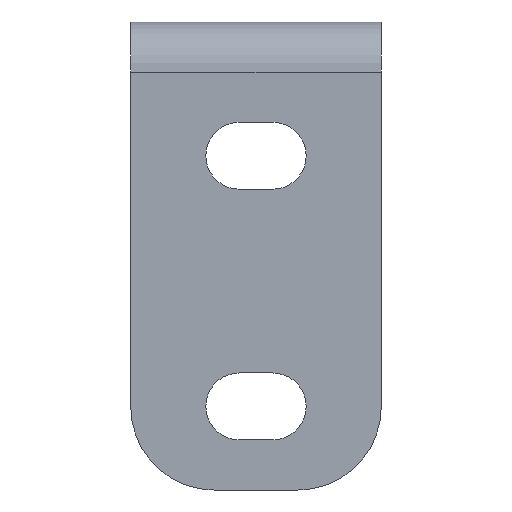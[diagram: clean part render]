
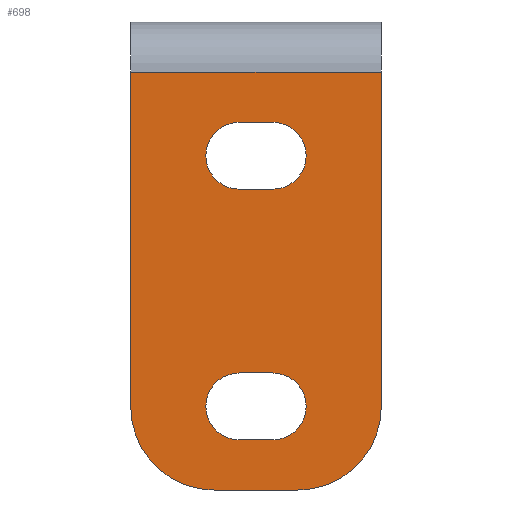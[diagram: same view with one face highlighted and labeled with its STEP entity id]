
A CAD part, front view. The second image highlights one B-rep face of the part: STEP entity #698.
In plain terms, the highlighted planar face has unit normal (0, -1, 0).
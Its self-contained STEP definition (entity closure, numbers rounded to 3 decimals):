
#20=FACE_BOUND('',#108,.T.);
#21=FACE_BOUND('',#109,.T.);
#34=PLANE('',#772);
#64=FACE_OUTER_BOUND('',#107,.T.);
#107=EDGE_LOOP('',(#557,#558,#559,#560,#561,#562));
#108=EDGE_LOOP('',(#563,#564,#565,#566));
#109=EDGE_LOOP('',(#567,#568,#569,#570));
#152=LINE('',#1079,#220);
#163=LINE('',#1113,#231);
#166=LINE('',#1119,#234);
#170=LINE('',#1133,#238);
#172=LINE('',#1139,#240);
#173=LINE('',#1142,#241);
#175=LINE('',#1146,#243);
#176=LINE('',#1147,#244);
#220=VECTOR('',#860,10.);
#231=VECTOR('',#889,10.);
#234=VECTOR('',#894,10.);
#238=VECTOR('',#912,10.);
#240=VECTOR('',#920,10.);
#241=VECTOR('',#923,10.);
#243=VECTOR('',#927,10.);
#244=VECTOR('',#928,10.);
#280=CIRCLE('',#749,5.);
#286=CIRCLE('',#758,5.);
#287=CIRCLE('',#762,2.);
#288=CIRCLE('',#764,2.);
#289=CIRCLE('',#766,2.);
#290=CIRCLE('',#769,2.);
#325=VERTEX_POINT('',#1069);
#326=VERTEX_POINT('',#1071);
#328=VERTEX_POINT('',#1077);
#340=VERTEX_POINT('',#1105);
#341=VERTEX_POINT('',#1109);
#342=VERTEX_POINT('',#1111);
#343=VERTEX_POINT('',#1115);
#344=VERTEX_POINT('',#1117);
#345=VERTEX_POINT('',#1121);
#346=VERTEX_POINT('',#1125);
#347=VERTEX_POINT('',#1129);
#348=VERTEX_POINT('',#1135);
#349=VERTEX_POINT('',#1141);
#350=VERTEX_POINT('',#1145);
#392=EDGE_CURVE('',#325,#326,#280,.T.);
#396=EDGE_CURVE('',#325,#328,#152,.T.);
#410=EDGE_CURVE('',#340,#328,#286,.T.);
#413=EDGE_CURVE('',#341,#342,#163,.T.);
#416=EDGE_CURVE('',#343,#344,#166,.T.);
#417=EDGE_CURVE('',#343,#345,#287,.T.);
#419=EDGE_CURVE('',#341,#346,#288,.T.);
#422=EDGE_CURVE('',#347,#344,#289,.T.);
#423=EDGE_CURVE('',#347,#345,#170,.T.);
#425=EDGE_CURVE('',#348,#342,#290,.T.);
#426=EDGE_CURVE('',#348,#346,#172,.T.);
#427=EDGE_CURVE('',#326,#349,#173,.T.);
#429=EDGE_CURVE('',#350,#340,#175,.T.);
#430=EDGE_CURVE('',#350,#349,#176,.T.);
#557=ORIENTED_EDGE('',*,*,#392,.F.);
#558=ORIENTED_EDGE('',*,*,#396,.T.);
#559=ORIENTED_EDGE('',*,*,#410,.F.);
#560=ORIENTED_EDGE('',*,*,#429,.F.);
#561=ORIENTED_EDGE('',*,*,#430,.T.);
#562=ORIENTED_EDGE('',*,*,#427,.F.);
#563=ORIENTED_EDGE('',*,*,#426,.T.);
#564=ORIENTED_EDGE('',*,*,#419,.F.);
#565=ORIENTED_EDGE('',*,*,#413,.T.);
#566=ORIENTED_EDGE('',*,*,#425,.F.);
#567=ORIENTED_EDGE('',*,*,#423,.T.);
#568=ORIENTED_EDGE('',*,*,#417,.F.);
#569=ORIENTED_EDGE('',*,*,#416,.T.);
#570=ORIENTED_EDGE('',*,*,#422,.F.);
#698=ADVANCED_FACE('',(#64,#20,#21),#34,.F.);
#749=AXIS2_PLACEMENT_3D('',#1072,#853,#854);
#758=AXIS2_PLACEMENT_3D('',#1107,#883,#884);
#762=AXIS2_PLACEMENT_3D('',#1122,#897,#898);
#764=AXIS2_PLACEMENT_3D('',#1126,#902,#903);
#766=AXIS2_PLACEMENT_3D('',#1131,#908,#909);
#769=AXIS2_PLACEMENT_3D('',#1137,#916,#917);
#772=AXIS2_PLACEMENT_3D('',#1144,#925,#926);
#853=DIRECTION('center_axis',(0.,1.,0.));
#854=DIRECTION('ref_axis',(-0.707,0.,-0.707));
#860=DIRECTION('',(1.,0.,0.));
#883=DIRECTION('center_axis',(0.,1.,0.));
#884=DIRECTION('ref_axis',(0.707,0.,-0.707));
#889=DIRECTION('',(-1.,0.,0.));
#894=DIRECTION('',(-1.,0.,0.));
#897=DIRECTION('center_axis',(0.,-1.,0.));
#898=DIRECTION('ref_axis',(0.707,0.,-0.707));
#902=DIRECTION('center_axis',(0.,-1.,0.));
#903=DIRECTION('ref_axis',(0.707,0.,-0.707));
#908=DIRECTION('center_axis',(0.,-1.,0.));
#909=DIRECTION('ref_axis',(-0.707,0.,0.707));
#912=DIRECTION('',(1.,0.,0.));
#916=DIRECTION('center_axis',(0.,-1.,0.));
#917=DIRECTION('ref_axis',(-0.707,0.,0.707));
#920=DIRECTION('',(1.,0.,0.));
#923=DIRECTION('',(0.,0.,1.));
#925=DIRECTION('center_axis',(0.,1.,0.));
#926=DIRECTION('ref_axis',(-1.,0.,0.));
#927=DIRECTION('',(0.,0.,-1.));
#928=DIRECTION('',(-1.,0.,0.));
#1069=CARTESIAN_POINT('',(234.494,-37.004,312.259));
#1071=CARTESIAN_POINT('',(229.494,-37.004,317.259));
#1072=CARTESIAN_POINT('Origin',(234.494,-37.004,317.259));
#1077=CARTESIAN_POINT('',(239.494,-37.004,312.259));
#1079=CARTESIAN_POINT('',(198.029,-37.004,312.259));
#1105=CARTESIAN_POINT('',(244.494,-37.004,317.259));
#1107=CARTESIAN_POINT('Origin',(239.494,-37.004,317.259));
#1109=CARTESIAN_POINT('',(237.994,-37.004,330.259));
#1111=CARTESIAN_POINT('',(235.994,-37.004,330.259));
#1113=CARTESIAN_POINT('',(194.029,-37.004,330.259));
#1115=CARTESIAN_POINT('',(237.994,-37.004,315.259));
#1117=CARTESIAN_POINT('',(235.994,-37.004,315.259));
#1119=CARTESIAN_POINT('',(194.029,-37.004,315.259));
#1121=CARTESIAN_POINT('',(237.994,-37.004,319.259));
#1122=CARTESIAN_POINT('Origin',(237.994,-37.004,317.259));
#1125=CARTESIAN_POINT('',(237.994,-37.004,334.259));
#1126=CARTESIAN_POINT('Origin',(237.994,-37.004,332.259));
#1129=CARTESIAN_POINT('',(235.994,-37.004,319.259));
#1131=CARTESIAN_POINT('Origin',(235.994,-37.004,317.259));
#1133=CARTESIAN_POINT('',(197.029,-37.004,319.259));
#1135=CARTESIAN_POINT('',(235.994,-37.004,334.259));
#1137=CARTESIAN_POINT('Origin',(235.994,-37.004,332.259));
#1139=CARTESIAN_POINT('',(197.029,-37.004,334.259));
#1141=CARTESIAN_POINT('',(229.494,-37.004,337.259));
#1142=CARTESIAN_POINT('',(229.494,-37.004,258.384));
#1144=CARTESIAN_POINT('Origin',(154.063,-37.004,178.009));
#1145=CARTESIAN_POINT('',(244.494,-37.004,337.259));
#1146=CARTESIAN_POINT('',(244.494,-37.004,258.384));
#1147=CARTESIAN_POINT('',(193.029,-37.004,337.259));
